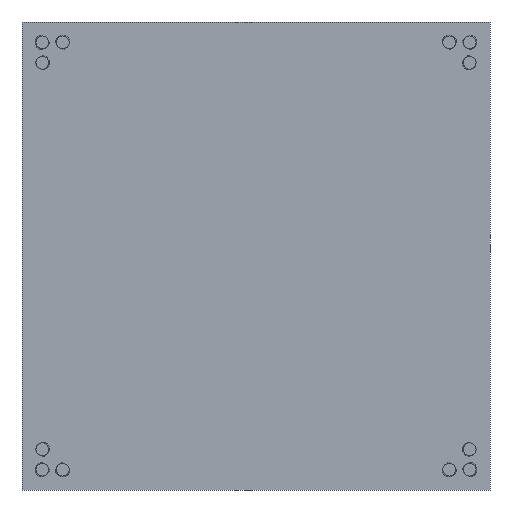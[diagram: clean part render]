
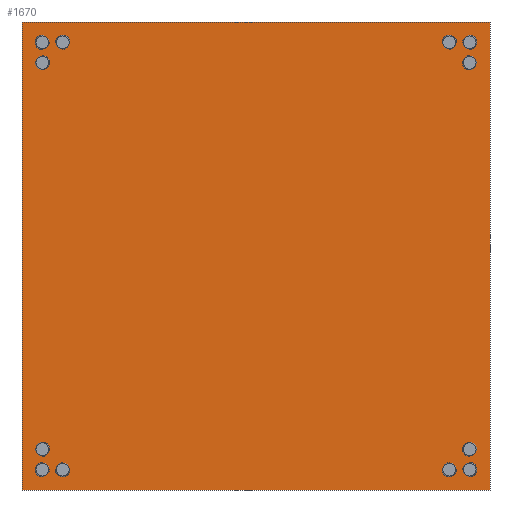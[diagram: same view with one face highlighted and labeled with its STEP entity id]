
A CAD part, front view. The second image highlights one B-rep face of the part: STEP entity #1670.
In plain terms, the highlighted planar face has unit normal (0, -1, 0).
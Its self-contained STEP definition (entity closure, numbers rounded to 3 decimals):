
#543 = EDGE_CURVE ( 'NONE', #3305, #15641, #20373, .T. ) ;
#839 = EDGE_LOOP ( 'NONE', ( #20791, #3078, #26077, #22803 ) ) ;
#1670 = ADVANCED_FACE ( 'NONE', ( #26591 ), #7419, .T. ) ;
#1693 = CARTESIAN_POINT ( 'NONE',  ( -11.5, 0., -11.5 ) ) ;
#2597 = CARTESIAN_POINT ( 'NONE',  ( -11.5, 0., 11.5 ) ) ;
#2726 = DIRECTION ( 'NONE',  ( 0., -1., 0. ) ) ;
#2747 = CARTESIAN_POINT ( 'NONE',  ( 11.5, 0., 11.5 ) ) ;
#3072 = EDGE_CURVE ( 'NONE', #5866, #3305, #8770, .T. ) ;
#3078 = ORIENTED_EDGE ( 'NONE', *, *, #3590, .F. ) ;
#3305 = VERTEX_POINT ( 'NONE', #18093 ) ;
#3590 = EDGE_CURVE ( 'NONE', #15641, #6891, #19600, .T. ) ;
#4086 = EDGE_CURVE ( 'NONE', #6891, #5866, #23754, .T. ) ;
#5866 = VERTEX_POINT ( 'NONE', #26643 ) ;
#6005 = VECTOR ( 'NONE', #24452, 1000. ) ;
#6891 = VERTEX_POINT ( 'NONE', #2747 ) ;
#7122 = CARTESIAN_POINT ( 'NONE',  ( 0., 0., 0. ) ) ;
#7419 = PLANE ( 'NONE',  #19293 ) ;
#8770 = LINE ( 'NONE', #1693, #21756 ) ;
#10605 = DIRECTION ( 'NONE',  ( -1., 0., 0. ) ) ;
#13427 = DIRECTION ( 'NONE',  ( 0., 0., 1. ) ) ;
#15641 = VERTEX_POINT ( 'NONE', #16575 ) ;
#15887 = VECTOR ( 'NONE', #13427, 1000. ) ;
#16084 = DIRECTION ( 'NONE',  ( 0., 0., -1. ) ) ;
#16575 = CARTESIAN_POINT ( 'NONE',  ( -11.5, 0., 11.5 ) ) ;
#18093 = CARTESIAN_POINT ( 'NONE',  ( -11.5, 0., -11.5 ) ) ;
#18354 = VECTOR ( 'NONE', #25911, 1000. ) ;
#19293 = AXIS2_PLACEMENT_3D ( 'NONE', #7122, #2726, #16084 ) ;
#19600 = LINE ( 'NONE', #2597, #6005 ) ;
#20230 = CARTESIAN_POINT ( 'NONE',  ( -11.5, 0., 11.5 ) ) ;
#20373 = LINE ( 'NONE', #20230, #15887 ) ;
#20791 = ORIENTED_EDGE ( 'NONE', *, *, #4086, .F. ) ;
#21756 = VECTOR ( 'NONE', #10605, 1000. ) ;
#22803 = ORIENTED_EDGE ( 'NONE', *, *, #3072, .F. ) ;
#23754 = LINE ( 'NONE', #25663, #18354 ) ;
#24452 = DIRECTION ( 'NONE',  ( 1., 0., 0. ) ) ;
#25663 = CARTESIAN_POINT ( 'NONE',  ( 11.5, 0., 11.5 ) ) ;
#25911 = DIRECTION ( 'NONE',  ( 0., 0., -1. ) ) ;
#26077 = ORIENTED_EDGE ( 'NONE', *, *, #543, .F. ) ;
#26591 = FACE_OUTER_BOUND ( 'NONE', #839, .T. ) ;
#26643 = CARTESIAN_POINT ( 'NONE',  ( 11.5, 0., -11.5 ) ) ;
